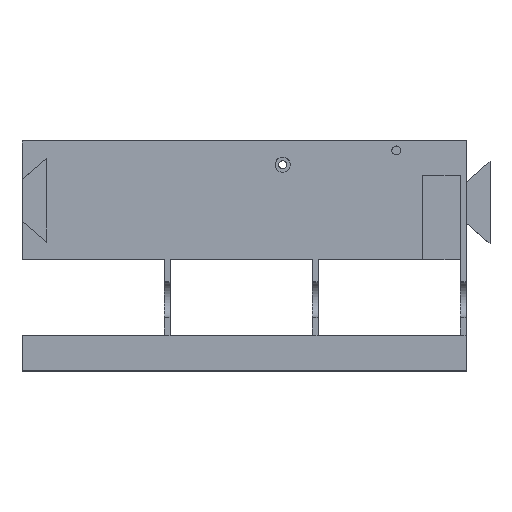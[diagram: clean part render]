
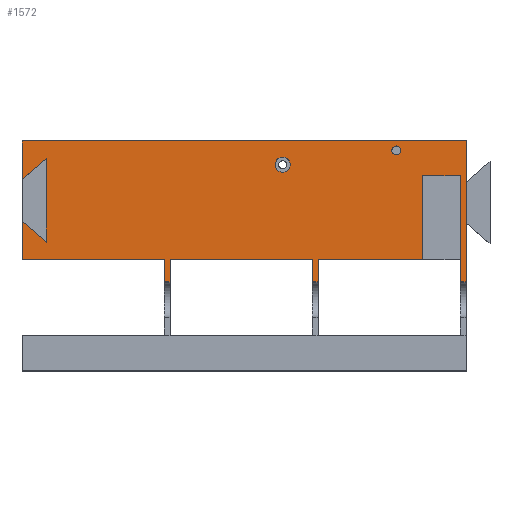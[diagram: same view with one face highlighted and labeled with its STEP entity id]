
A CAD part, top view. The second image highlights one B-rep face of the part: STEP entity #1572.
In plain terms, the highlighted planar face has unit normal (0, 0, 1).
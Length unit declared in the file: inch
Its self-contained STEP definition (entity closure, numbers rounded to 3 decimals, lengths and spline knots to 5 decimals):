
#37=FACE_BOUND('',#188,.T.);
#38=FACE_BOUND('',#189,.T.);
#53=CIRCLE('',#1676,0.095);
#54=CIRCLE('',#1677,0.1575);
#100=FACE_OUTER_BOUND('',#187,.T.);
#187=EDGE_LOOP('',(#1089,#1090,#1091,#1092,#1093,#1094,#1095,#1096,#1097,
#1098,#1099,#1100,#1101,#1102,#1103,#1104,#1105,#1106,#1107,#1108));
#188=EDGE_LOOP('',(#1109));
#189=EDGE_LOOP('',(#1110));
#281=LINE('',#2242,#470);
#285=LINE('',#2250,#474);
#288=LINE('',#2256,#477);
#292=LINE('',#2264,#481);
#297=LINE('',#2275,#486);
#319=LINE('',#2321,#508);
#320=LINE('',#2323,#509);
#321=LINE('',#2325,#510);
#322=LINE('',#2327,#511);
#323=LINE('',#2329,#512);
#324=LINE('',#2331,#513);
#325=LINE('',#2333,#514);
#326=LINE('',#2335,#515);
#327=LINE('',#2337,#516);
#328=LINE('',#2339,#517);
#329=LINE('',#2341,#518);
#330=LINE('',#2343,#519);
#331=LINE('',#2345,#520);
#332=LINE('',#2347,#521);
#333=LINE('',#2348,#522);
#470=VECTOR('',#1797,0.3937);
#474=VECTOR('',#1803,0.3937);
#477=VECTOR('',#1808,0.3937);
#481=VECTOR('',#1816,0.3937);
#486=VECTOR('',#1823,0.3937);
#508=VECTOR('',#1853,0.3937);
#509=VECTOR('',#1854,0.3937);
#510=VECTOR('',#1855,0.3937);
#511=VECTOR('',#1856,0.3937);
#512=VECTOR('',#1857,0.3937);
#513=VECTOR('',#1858,0.3937);
#514=VECTOR('',#1859,0.3937);
#515=VECTOR('',#1860,0.3937);
#516=VECTOR('',#1861,0.3937);
#517=VECTOR('',#1862,0.3937);
#518=VECTOR('',#1863,0.3937);
#519=VECTOR('',#1864,0.3937);
#520=VECTOR('',#1865,0.3937);
#521=VECTOR('',#1866,0.3937);
#522=VECTOR('',#1867,0.3937);
#659=VERTEX_POINT('',#2240);
#660=VERTEX_POINT('',#2241);
#663=VERTEX_POINT('',#2249);
#665=VERTEX_POINT('',#2255);
#667=VERTEX_POINT('',#2263);
#672=VERTEX_POINT('',#2273);
#692=VERTEX_POINT('',#2320);
#693=VERTEX_POINT('',#2322);
#694=VERTEX_POINT('',#2324);
#695=VERTEX_POINT('',#2326);
#696=VERTEX_POINT('',#2328);
#697=VERTEX_POINT('',#2330);
#698=VERTEX_POINT('',#2332);
#699=VERTEX_POINT('',#2334);
#700=VERTEX_POINT('',#2336);
#701=VERTEX_POINT('',#2338);
#702=VERTEX_POINT('',#2340);
#703=VERTEX_POINT('',#2342);
#704=VERTEX_POINT('',#2344);
#705=VERTEX_POINT('',#2346);
#706=VERTEX_POINT('',#2349);
#707=VERTEX_POINT('',#2351);
#810=EDGE_CURVE('',#659,#660,#281,.T.);
#814=EDGE_CURVE('',#663,#659,#285,.T.);
#817=EDGE_CURVE('',#665,#663,#288,.T.);
#821=EDGE_CURVE('',#660,#667,#292,.T.);
#827=EDGE_CURVE('',#672,#665,#297,.T.);
#849=EDGE_CURVE('',#672,#692,#319,.T.);
#850=EDGE_CURVE('',#692,#693,#320,.T.);
#851=EDGE_CURVE('',#694,#693,#321,.T.);
#852=EDGE_CURVE('',#694,#695,#322,.T.);
#853=EDGE_CURVE('',#695,#696,#323,.T.);
#854=EDGE_CURVE('',#696,#697,#324,.T.);
#855=EDGE_CURVE('',#698,#697,#325,.T.);
#856=EDGE_CURVE('',#698,#699,#326,.T.);
#857=EDGE_CURVE('',#699,#700,#327,.T.);
#858=EDGE_CURVE('',#701,#700,#328,.T.);
#859=EDGE_CURVE('',#702,#701,#329,.T.);
#860=EDGE_CURVE('',#702,#703,#330,.T.);
#861=EDGE_CURVE('',#704,#703,#331,.T.);
#862=EDGE_CURVE('',#704,#705,#332,.T.);
#863=EDGE_CURVE('',#667,#705,#333,.T.);
#864=EDGE_CURVE('',#706,#706,#53,.T.);
#865=EDGE_CURVE('',#707,#707,#54,.T.);
#1089=ORIENTED_EDGE('',*,*,#810,.F.);
#1090=ORIENTED_EDGE('',*,*,#814,.F.);
#1091=ORIENTED_EDGE('',*,*,#817,.F.);
#1092=ORIENTED_EDGE('',*,*,#827,.F.);
#1093=ORIENTED_EDGE('',*,*,#849,.T.);
#1094=ORIENTED_EDGE('',*,*,#850,.T.);
#1095=ORIENTED_EDGE('',*,*,#851,.F.);
#1096=ORIENTED_EDGE('',*,*,#852,.T.);
#1097=ORIENTED_EDGE('',*,*,#853,.T.);
#1098=ORIENTED_EDGE('',*,*,#854,.T.);
#1099=ORIENTED_EDGE('',*,*,#855,.F.);
#1100=ORIENTED_EDGE('',*,*,#856,.T.);
#1101=ORIENTED_EDGE('',*,*,#857,.T.);
#1102=ORIENTED_EDGE('',*,*,#858,.F.);
#1103=ORIENTED_EDGE('',*,*,#859,.F.);
#1104=ORIENTED_EDGE('',*,*,#860,.T.);
#1105=ORIENTED_EDGE('',*,*,#861,.F.);
#1106=ORIENTED_EDGE('',*,*,#862,.T.);
#1107=ORIENTED_EDGE('',*,*,#863,.F.);
#1108=ORIENTED_EDGE('',*,*,#821,.F.);
#1109=ORIENTED_EDGE('',*,*,#864,.F.);
#1110=ORIENTED_EDGE('',*,*,#865,.F.);
#1505=PLANE('',#1675);
#1572=ADVANCED_FACE('',(#100,#37,#38),#1505,.T.);
#1675=AXIS2_PLACEMENT_3D('',#2319,#1851,#1852);
#1676=AXIS2_PLACEMENT_3D('',#2350,#1868,#1869);
#1677=AXIS2_PLACEMENT_3D('',#2352,#1870,#1871);
#1797=DIRECTION('',(-0.756,-0.655,0.));
#1803=DIRECTION('',(0.,1.,0.));
#1808=DIRECTION('',(0.756,-0.655,0.));
#1816=DIRECTION('',(0.,1.,0.));
#1823=DIRECTION('',(0.,1.,0.));
#1851=DIRECTION('center_axis',(0.,0.,1.));
#1852=DIRECTION('ref_axis',(1.,0.,0.));
#1853=DIRECTION('',(1.,0.,0.));
#1854=DIRECTION('',(0.,-1.,0.));
#1855=DIRECTION('',(-1.,0.,0.));
#1856=DIRECTION('',(0.,1.,0.));
#1857=DIRECTION('',(1.,0.,0.));
#1858=DIRECTION('',(0.,-1.,0.));
#1859=DIRECTION('',(-1.,0.,0.));
#1860=DIRECTION('',(0.,1.,0.));
#1861=DIRECTION('',(1.,0.,0.));
#1862=DIRECTION('',(0.,-1.,0.));
#1863=DIRECTION('',(-1.,0.,0.));
#1864=DIRECTION('',(0.,-1.,0.));
#1865=DIRECTION('',(-1.,0.,0.));
#1866=DIRECTION('',(0.,1.,0.));
#1867=DIRECTION('',(1.,0.,0.));
#1868=DIRECTION('center_axis',(0.,0.,1.));
#1869=DIRECTION('ref_axis',(-1.,0.,0.));
#1870=DIRECTION('center_axis',(0.,0.,1.));
#1871=DIRECTION('ref_axis',(-1.,0.,0.));
#2240=CARTESIAN_POINT('',(7.008,2.23419,4.));
#2241=CARTESIAN_POINT('',(6.5,1.79392,4.));
#2242=CARTESIAN_POINT('',(7.95474,3.0547,4.));
#2249=CARTESIAN_POINT('',(7.008,0.46581,4.));
#2250=CARTESIAN_POINT('',(7.008,0.38291,4.));
#2255=CARTESIAN_POINT('',(6.5,0.90608,4.));
#2256=CARTESIAN_POINT('',(8.22041,-0.58494,4.));
#2263=CARTESIAN_POINT('',(6.5,2.6,4.));
#2264=CARTESIAN_POINT('',(6.5,1.45,4.));
#2273=CARTESIAN_POINT('',(6.5,0.1,4.));
#2275=CARTESIAN_POINT('',(6.5,1.45,4.));
#2319=CARTESIAN_POINT('Origin',(12.,0.3,4.));
#2320=CARTESIAN_POINT('',(9.5,0.1,4.));
#2321=CARTESIAN_POINT('',(0.25,0.1,4.));
#2322=CARTESIAN_POINT('',(9.5,-0.375,4.));
#2323=CARTESIAN_POINT('',(9.5,1.6,4.));
#2324=CARTESIAN_POINT('',(9.625,-0.375,4.));
#2325=CARTESIAN_POINT('',(7.625,-0.375,4.));
#2326=CARTESIAN_POINT('',(9.625,0.1,4.));
#2327=CARTESIAN_POINT('',(9.625,1.6,4.));
#2328=CARTESIAN_POINT('',(12.625,0.1,4.));
#2329=CARTESIAN_POINT('',(0.25,0.1,4.));
#2330=CARTESIAN_POINT('',(12.625,-0.375,4.));
#2331=CARTESIAN_POINT('',(12.625,1.6,4.));
#2332=CARTESIAN_POINT('',(12.75,-0.375,4.));
#2333=CARTESIAN_POINT('',(7.625,-0.375,4.));
#2334=CARTESIAN_POINT('',(12.75,0.1,4.));
#2335=CARTESIAN_POINT('',(12.75,1.6,4.));
#2336=CARTESIAN_POINT('',(14.95,0.1,4.));
#2337=CARTESIAN_POINT('',(0.25,0.1,4.));
#2338=CARTESIAN_POINT('',(14.95,1.87,4.));
#2339=CARTESIAN_POINT('',(14.95,1.085,4.));
#2340=CARTESIAN_POINT('',(15.75,1.87,4.));
#2341=CARTESIAN_POINT('',(13.875,1.87,4.));
#2342=CARTESIAN_POINT('',(15.75,-0.375,4.));
#2343=CARTESIAN_POINT('',(15.75,1.6,4.));
#2344=CARTESIAN_POINT('',(15.875,-0.375,4.));
#2345=CARTESIAN_POINT('',(7.625,-0.375,4.));
#2346=CARTESIAN_POINT('',(15.875,2.6,4.));
#2347=CARTESIAN_POINT('',(15.875,1.6,4.));
#2348=CARTESIAN_POINT('',(0.,2.6,4.));
#2349=CARTESIAN_POINT('',(14.495,2.4,4.));
#2350=CARTESIAN_POINT('Origin',(14.4,2.4,4.));
#2351=CARTESIAN_POINT('',(12.1575,2.1,4.));
#2352=CARTESIAN_POINT('Origin',(12.,2.1,4.));
